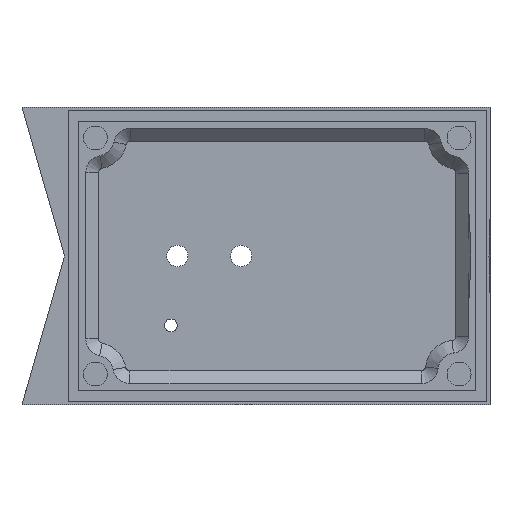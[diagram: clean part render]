
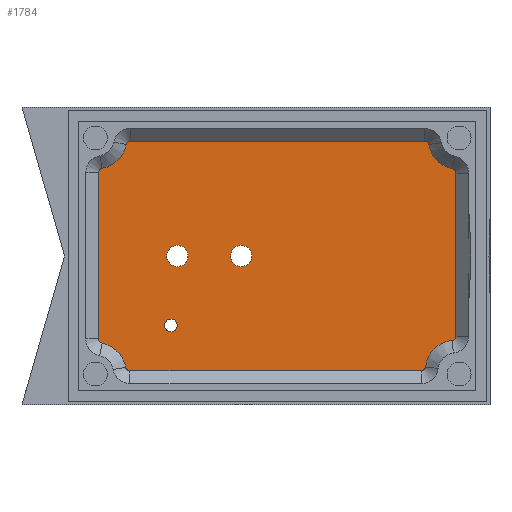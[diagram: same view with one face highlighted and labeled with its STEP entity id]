
A CAD part, front view. The second image highlights one B-rep face of the part: STEP entity #1784.
In plain terms, the highlighted planar face has unit normal (0, -1, 0).
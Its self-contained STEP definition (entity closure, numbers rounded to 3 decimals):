
#95=FACE_BOUND('',#638,.T.);
#96=FACE_BOUND('',#639,.T.);
#97=FACE_BOUND('',#640,.T.);
#188=LINE('',#3061,#340);
#194=LINE('',#3084,#346);
#199=LINE('',#3106,#351);
#205=LINE('',#3130,#357);
#340=VECTOR('',#2313,10.);
#346=VECTOR('',#2339,10.);
#351=VECTOR('',#2364,10.);
#357=VECTOR('',#2390,10.);
#435=PLANE('',#1970);
#518=FACE_OUTER_BOUND('',#637,.T.);
#637=EDGE_LOOP('',(#1540,#1541,#1542,#1543,#1544,#1545,#1546,#1547,#1548,
#1549,#1550,#1551,#1552,#1553,#1554,#1555));
#638=EDGE_LOOP('',(#1556));
#639=EDGE_LOOP('',(#1557));
#640=EDGE_LOOP('',(#1558));
#745=CIRCLE('',#1924,1.);
#747=CIRCLE('',#1928,1.);
#749=CIRCLE('',#1931,7.);
#751=CIRCLE('',#1934,1.);
#753=CIRCLE('',#1938,1.);
#755=CIRCLE('',#1941,7.);
#757=CIRCLE('',#1944,1.);
#759=CIRCLE('',#1948,1.);
#761=CIRCLE('',#1951,7.);
#763=CIRCLE('',#1954,1.);
#765=CIRCLE('',#1958,1.);
#767=CIRCLE('',#1961,7.);
#768=CIRCLE('',#1971,2.5);
#769=CIRCLE('',#1972,2.5);
#770=CIRCLE('',#1973,1.5);
#891=VERTEX_POINT('',#3051);
#894=VERTEX_POINT('',#3056);
#895=VERTEX_POINT('',#3060);
#897=VERTEX_POINT('',#3066);
#899=VERTEX_POINT('',#3072);
#901=VERTEX_POINT('',#3078);
#902=VERTEX_POINT('',#3083);
#903=VERTEX_POINT('',#3087);
#905=VERTEX_POINT('',#3093);
#907=VERTEX_POINT('',#3099);
#909=VERTEX_POINT('',#3105);
#911=VERTEX_POINT('',#3111);
#913=VERTEX_POINT('',#3117);
#915=VERTEX_POINT('',#3123);
#917=VERTEX_POINT('',#3129);
#919=VERTEX_POINT('',#3135);
#921=VERTEX_POINT('',#3161);
#922=VERTEX_POINT('',#3163);
#923=VERTEX_POINT('',#3165);
#1099=EDGE_CURVE('',#894,#891,#745,.T.);
#1100=EDGE_CURVE('',#891,#895,#188,.T.);
#1105=EDGE_CURVE('',#895,#897,#747,.T.);
#1108=EDGE_CURVE('',#897,#899,#749,.T.);
#1111=EDGE_CURVE('',#899,#901,#751,.T.);
#1112=EDGE_CURVE('',#901,#902,#194,.T.);
#1116=EDGE_CURVE('',#902,#903,#753,.T.);
#1119=EDGE_CURVE('',#903,#905,#755,.T.);
#1122=EDGE_CURVE('',#905,#907,#757,.T.);
#1123=EDGE_CURVE('',#907,#909,#199,.T.);
#1128=EDGE_CURVE('',#909,#911,#759,.T.);
#1131=EDGE_CURVE('',#911,#913,#761,.T.);
#1134=EDGE_CURVE('',#913,#915,#763,.T.);
#1135=EDGE_CURVE('',#915,#917,#205,.T.);
#1140=EDGE_CURVE('',#917,#919,#765,.T.);
#1142=EDGE_CURVE('',#919,#894,#767,.T.);
#1152=EDGE_CURVE('',#921,#921,#768,.T.);
#1153=EDGE_CURVE('',#922,#922,#769,.T.);
#1154=EDGE_CURVE('',#923,#923,#770,.T.);
#1540=ORIENTED_EDGE('',*,*,#1099,.F.);
#1541=ORIENTED_EDGE('',*,*,#1142,.F.);
#1542=ORIENTED_EDGE('',*,*,#1140,.F.);
#1543=ORIENTED_EDGE('',*,*,#1135,.F.);
#1544=ORIENTED_EDGE('',*,*,#1134,.F.);
#1545=ORIENTED_EDGE('',*,*,#1131,.F.);
#1546=ORIENTED_EDGE('',*,*,#1128,.F.);
#1547=ORIENTED_EDGE('',*,*,#1123,.F.);
#1548=ORIENTED_EDGE('',*,*,#1122,.F.);
#1549=ORIENTED_EDGE('',*,*,#1119,.F.);
#1550=ORIENTED_EDGE('',*,*,#1116,.F.);
#1551=ORIENTED_EDGE('',*,*,#1112,.F.);
#1552=ORIENTED_EDGE('',*,*,#1111,.F.);
#1553=ORIENTED_EDGE('',*,*,#1108,.F.);
#1554=ORIENTED_EDGE('',*,*,#1105,.F.);
#1555=ORIENTED_EDGE('',*,*,#1100,.F.);
#1556=ORIENTED_EDGE('',*,*,#1152,.T.);
#1557=ORIENTED_EDGE('',*,*,#1153,.T.);
#1558=ORIENTED_EDGE('',*,*,#1154,.T.);
#1784=ADVANCED_FACE('',(#518,#95,#96,#97),#435,.F.);
#1924=AXIS2_PLACEMENT_3D('',#3058,#2309,#2310);
#1928=AXIS2_PLACEMENT_3D('',#3070,#2321,#2322);
#1931=AXIS2_PLACEMENT_3D('',#3076,#2328,#2329);
#1934=AXIS2_PLACEMENT_3D('',#3081,#2335,#2336);
#1938=AXIS2_PLACEMENT_3D('',#3091,#2346,#2347);
#1941=AXIS2_PLACEMENT_3D('',#3097,#2353,#2354);
#1944=AXIS2_PLACEMENT_3D('',#3103,#2360,#2361);
#1948=AXIS2_PLACEMENT_3D('',#3115,#2372,#2373);
#1951=AXIS2_PLACEMENT_3D('',#3121,#2379,#2380);
#1954=AXIS2_PLACEMENT_3D('',#3127,#2386,#2387);
#1958=AXIS2_PLACEMENT_3D('',#3139,#2398,#2399);
#1961=AXIS2_PLACEMENT_3D('',#3142,#2404,#2405);
#1970=AXIS2_PLACEMENT_3D('',#3160,#2431,#2432);
#1971=AXIS2_PLACEMENT_3D('',#3162,#2433,#2434);
#1972=AXIS2_PLACEMENT_3D('',#3164,#2435,#2436);
#1973=AXIS2_PLACEMENT_3D('',#3166,#2437,#2438);
#2309=DIRECTION('center_axis',(0.,1.,0.));
#2310=DIRECTION('ref_axis',(-0.707,0.,0.707));
#2313=DIRECTION('',(1.,0.,0.));
#2321=DIRECTION('center_axis',(0.,1.,0.));
#2322=DIRECTION('ref_axis',(0.,0.,1.));
#2328=DIRECTION('center_axis',(0.,-1.,0.));
#2329=DIRECTION('ref_axis',(-1.,0.,0.));
#2335=DIRECTION('center_axis',(0.,1.,0.));
#2336=DIRECTION('ref_axis',(0.707,0.,0.707));
#2339=DIRECTION('',(0.,0.,-1.));
#2346=DIRECTION('center_axis',(0.,1.,0.));
#2347=DIRECTION('ref_axis',(1.,0.,0.));
#2353=DIRECTION('center_axis',(0.,-1.,0.));
#2354=DIRECTION('ref_axis',(-0.707,0.,0.707));
#2360=DIRECTION('center_axis',(0.,1.,0.));
#2361=DIRECTION('ref_axis',(0.,0.,-1.));
#2364=DIRECTION('',(-1.,0.,0.));
#2372=DIRECTION('center_axis',(0.,1.,0.));
#2373=DIRECTION('ref_axis',(0.,0.,-1.));
#2379=DIRECTION('center_axis',(0.,-1.,0.));
#2380=DIRECTION('ref_axis',(1.,0.,0.));
#2386=DIRECTION('center_axis',(0.,1.,0.));
#2387=DIRECTION('ref_axis',(-0.707,0.,-0.707));
#2390=DIRECTION('',(0.,0.,1.));
#2398=DIRECTION('center_axis',(0.,1.,0.));
#2399=DIRECTION('ref_axis',(-1.,0.,0.));
#2404=DIRECTION('center_axis',(0.,-1.,0.));
#2405=DIRECTION('ref_axis',(0.,0.,-1.));
#2431=DIRECTION('center_axis',(0.,1.,0.));
#2432=DIRECTION('ref_axis',(-1.,0.,0.));
#2433=DIRECTION('center_axis',(0.,1.,0.));
#2434=DIRECTION('ref_axis',(-1.,0.,0.));
#2435=DIRECTION('center_axis',(0.,1.,0.));
#2436=DIRECTION('ref_axis',(-1.,0.,0.));
#2437=DIRECTION('center_axis',(0.,1.,0.));
#2438=DIRECTION('ref_axis',(-1.,0.,0.));
#3051=CARTESIAN_POINT('',(-34.507,30.,27.));
#3056=CARTESIAN_POINT('',(-35.489,30.,26.188));
#3058=CARTESIAN_POINT('Origin',(-34.507,30.,26.));
#3060=CARTESIAN_POINT('',(34.625,30.,27.));
#3061=CARTESIAN_POINT('',(16.754,30.,27.));
#3066=CARTESIAN_POINT('',(35.61,30.,26.171));
#3070=CARTESIAN_POINT('Origin',(34.625,30.,26.));
#3072=CARTESIAN_POINT('',(41.188,30.,20.489));
#3076=CARTESIAN_POINT('Origin',(42.507,30.,27.364));
#3078=CARTESIAN_POINT('',(42.,30.,19.507));
#3081=CARTESIAN_POINT('Origin',(41.,30.,19.507));
#3083=CARTESIAN_POINT('',(42.,30.,-18.84));
#3084=CARTESIAN_POINT('',(42.,30.,-11.4));
#3087=CARTESIAN_POINT('',(41.1,30.,-19.835));
#3091=CARTESIAN_POINT('Origin',(41.,30.,-18.84));
#3093=CARTESIAN_POINT('',(34.835,30.,-26.1));
#3097=CARTESIAN_POINT('Origin',(41.8,30.,-26.8));
#3099=CARTESIAN_POINT('',(33.84,30.,-27.));
#3103=CARTESIAN_POINT('Origin',(33.84,30.,-26.));
#3105=CARTESIAN_POINT('',(-34.625,30.,-27.));
#3106=CARTESIAN_POINT('',(-21.754,30.,-27.));
#3111=CARTESIAN_POINT('',(-35.61,30.,-26.171));
#3115=CARTESIAN_POINT('Origin',(-34.625,30.,-26.));
#3117=CARTESIAN_POINT('',(-41.188,30.,-20.489));
#3121=CARTESIAN_POINT('Origin',(-42.507,30.,-27.364));
#3123=CARTESIAN_POINT('',(-42.,30.,-19.507));
#3127=CARTESIAN_POINT('Origin',(-41.,30.,-19.507));
#3129=CARTESIAN_POINT('',(-42.,30.,19.625));
#3130=CARTESIAN_POINT('',(-42.,30.,11.754));
#3135=CARTESIAN_POINT('',(-41.171,30.,20.61));
#3139=CARTESIAN_POINT('Origin',(-41.,30.,19.625));
#3142=CARTESIAN_POINT('Origin',(-42.364,30.,27.507));
#3160=CARTESIAN_POINT('Origin',(-5.,30.,0.));
#3161=CARTESIAN_POINT('',(-6.,30.,0.));
#3162=CARTESIAN_POINT('Origin',(-8.5,30.,0.));
#3163=CARTESIAN_POINT('',(-21.,30.,0.));
#3164=CARTESIAN_POINT('Origin',(-23.5,30.,0.));
#3165=CARTESIAN_POINT('',(-23.5,30.,-16.325));
#3166=CARTESIAN_POINT('Origin',(-25.,30.,-16.325));
